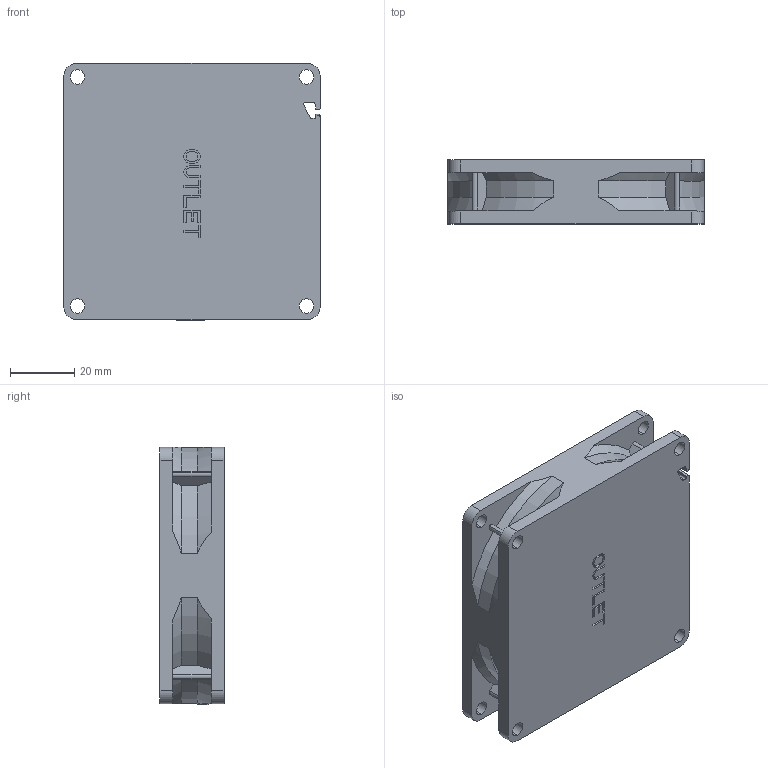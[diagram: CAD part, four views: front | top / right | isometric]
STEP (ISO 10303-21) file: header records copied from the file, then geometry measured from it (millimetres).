
FILE_DESCRIPTION((''),'2;1');
FILE_NAME('AUB0812HHDXHN','2017-03-28T',('yiliang.gong'),(''),'CREO PARAMETRIC BY PTC INC, 2015080','CREO PARAMETRIC BY PTC INC, 2015080','');
FILE_SCHEMA(('CONFIG_CONTROL_DESIGN'));
Length unit declared in the file: millimetre
Products named in the file (1): AUB0812HHDXHN
Bounding box: 80 x 20 x 80.3 mm (x, y, z)
Volume: 113612 mm3; surface area: 21487.4 mm2
Topology: 1 solids, 1 shells, 475 faces, 1338 edges, 899 vertices
Faces by surface type: plane 313, cylinder 116, extrusion 29, cone 16, bspline 1
Entity records: 15868 total; most frequent: CARTESIAN_POINT 3551, ORIENTED_EDGE 2676, DIRECTION 2349, EDGE_CURVE 1338, VECTOR 937, LINE 908, VERTEX_POINT 899, AXIS2_PLACEMENT_3D 706
